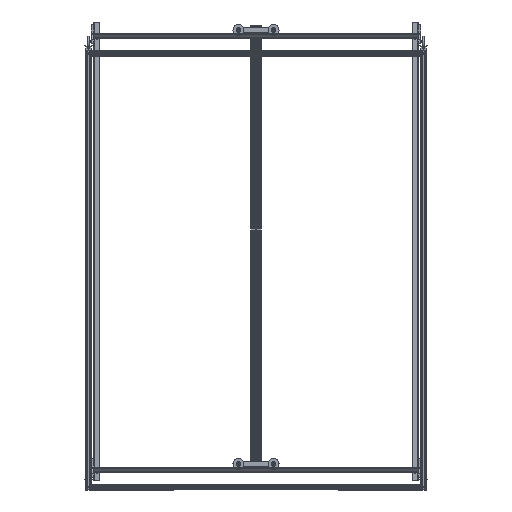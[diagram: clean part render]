
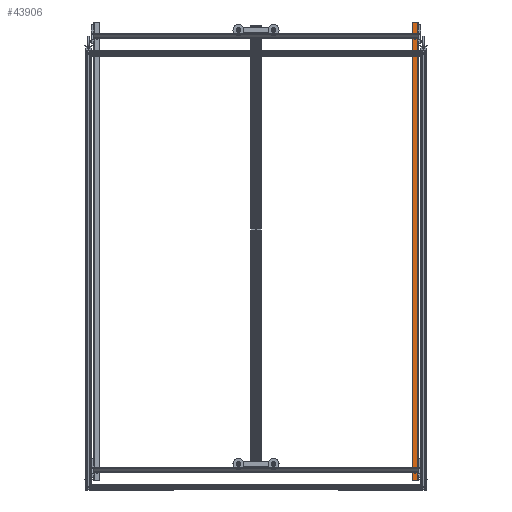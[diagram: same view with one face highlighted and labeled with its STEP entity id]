
A CAD part, front view. The second image highlights one B-rep face of the part: STEP entity #43906.
In plain terms, the highlighted planar face has unit normal (0, -1, 0).
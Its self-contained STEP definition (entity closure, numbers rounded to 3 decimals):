
#2206=PLANE('',#47615);
#4281=FACE_OUTER_BOUND('',#6679,.T.);
#6679=EDGE_LOOP('',(#41205,#41206,#41207,#41208));
#11666=LINE('',#75260,#16449);
#11667=LINE('',#75263,#16450);
#11668=LINE('',#75265,#16451);
#11669=LINE('',#75266,#16452);
#16449=VECTOR('',#59454,10.);
#16450=VECTOR('',#59457,10.);
#16451=VECTOR('',#59458,10.);
#16452=VECTOR('',#59459,10.);
#22120=VERTEX_POINT('',#75256);
#22121=VERTEX_POINT('',#75258);
#22122=VERTEX_POINT('',#75262);
#22123=VERTEX_POINT('',#75264);
#28489=EDGE_CURVE('',#22120,#22121,#11666,.T.);
#28490=EDGE_CURVE('',#22120,#22122,#11667,.T.);
#28491=EDGE_CURVE('',#22123,#22121,#11668,.T.);
#28492=EDGE_CURVE('',#22122,#22123,#11669,.T.);
#41205=ORIENTED_EDGE('',*,*,#28490,.F.);
#41206=ORIENTED_EDGE('',*,*,#28489,.T.);
#41207=ORIENTED_EDGE('',*,*,#28491,.F.);
#41208=ORIENTED_EDGE('',*,*,#28492,.F.);
#43906=ADVANCED_FACE('',(#4281),#2206,.T.);
#47615=AXIS2_PLACEMENT_3D('',#75261,#59455,#59456);
#59454=DIRECTION('',(0.,0.,1.));
#59455=DIRECTION('center_axis',(0.,-1.,0.));
#59456=DIRECTION('ref_axis',(1.,0.,0.));
#59457=DIRECTION('',(-1.,0.,0.));
#59458=DIRECTION('',(1.,0.,0.));
#59459=DIRECTION('',(0.,0.,1.));
#75256=CARTESIAN_POINT('',(739.2,-12.5,45.3));
#75258=CARTESIAN_POINT('',(739.2,-12.5,2130.3));
#75260=CARTESIAN_POINT('',(739.2,-12.5,45.3));
#75261=CARTESIAN_POINT('Origin',(714.2,-12.5,45.3));
#75262=CARTESIAN_POINT('',(714.2,-12.5,45.3));
#75263=CARTESIAN_POINT('',(739.2,-12.5,45.3));
#75264=CARTESIAN_POINT('',(714.2,-12.5,2130.3));
#75265=CARTESIAN_POINT('',(739.2,-12.5,2130.3));
#75266=CARTESIAN_POINT('',(714.2,-12.5,45.3));
